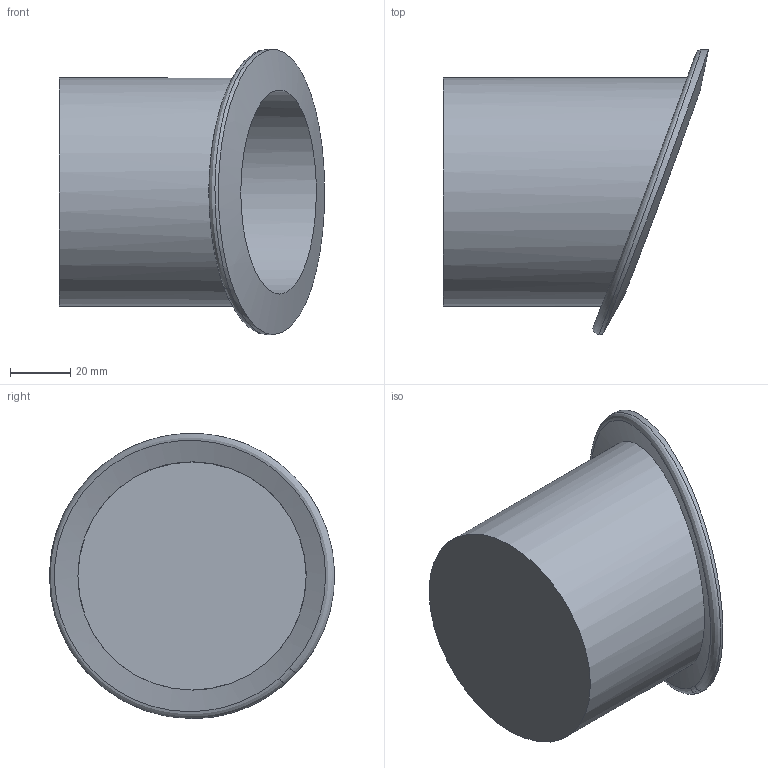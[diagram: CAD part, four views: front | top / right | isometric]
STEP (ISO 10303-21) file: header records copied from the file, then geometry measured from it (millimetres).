
FILE_DESCRIPTION(/* description */ (''),/* implementation_level */ '2;1');
FILE_NAME(/* name */ 'INT-207-02-003.stp',/* time_stamp */ '2022-08-06T22:54:00+05:00',/* author */ ('Дом'),/* organization */ (''),/* preprocessor_version */ 'ST-DEVELOPER v19',/* originating_system */ 'Autodesk Inventor 2023',/* authorisation */ '');
FILE_SCHEMA (('AUTOMOTIVE_DESIGN { 1 0 10303 214 3 1 1 }'));
Length unit declared in the file: millimetre
Products named in the file (1): INT-207-02-003
Bounding box: 88.35 x 94.97 x 95 mm (x, y, z)
Volume: 91147.3 mm3; surface area: 46589.9 mm2
Topology: 1 solids, 1 shells, 9 faces, 18 edges, 13 vertices
Faces by surface type: cylinder 3, bspline 2, sphere 2, plane 2
Full cylindrical faces by diameter (mm): 68 x1, 76 x1, 95 x1
Entity records: 2794 total; most frequent: CARTESIAN_POINT 2590, ORIENTED_EDGE 36, DIRECTION 23, EDGE_CURVE 18, VERTEX_POINT 13, EDGE_LOOP 11, B_SPLINE_CURVE_WITH_KNOTS 11, AXIS2_PLACEMENT_3D 10
